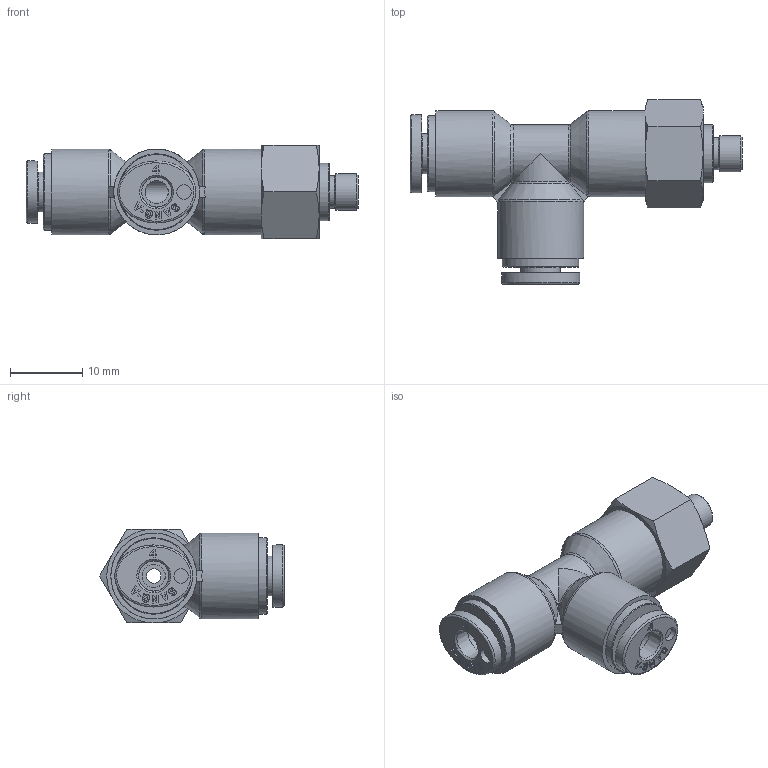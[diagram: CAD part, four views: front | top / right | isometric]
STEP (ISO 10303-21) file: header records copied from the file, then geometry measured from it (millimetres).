
FILE_DESCRIPTION((''),'2;1');
FILE_NAME('CR-PST 04M5.stp','2020-08-25T14:38:14',('user'),(''),'Autodesk Inventor 2013','Autodesk Inventor 2013','');
FILE_SCHEMA(('AUTOMOTIVE_DESIGN { 1 0 10303 214 1 1 1 1 }'));
Length unit declared in the file: millimetre
Products named in the file (6): 조립품6; CR-COLLAR 04; HR-Collar 04L(SUS); CR-SLEEVE 04; CR-PUT 04 BODY; HR-PL BODY 04M5
Assembly tree (6 placements, depth 3):
  조립품6
    CR-COLLAR 04  x2
      HR-Collar 04L(SUS)
      CR-SLEEVE 04
    CR-PUT 04 BODY
    HR-PL BODY 04M5
Bounding box: 46 x 25.61 x 13 mm (x, y, z)
Volume: 4802.3 mm3; surface area: 3861.6 mm2
Topology: 6 solids, 6 shells, 304 faces, 777 edges, 515 vertices
Faces by surface type: plane 191, bspline 40, cylinder 36, cone 28, torus 9
Full cylindrical faces by diameter (mm): 2 x3, 3.2 x2, 4.179 x2, 4.2 x3, 4.5 x1, 5 x1, 5.5 x2, 7 x1, 8 x1, 10.6 x2, 11.9 x3
Entity records: 5994 total; most frequent: CARTESIAN_POINT 1543, ORIENTED_EDGE 878, DIRECTION 868, EDGE_CURVE 439, VERTEX_POINT 306, AXIS2_PLACEMENT_3D 305, VECTOR 258, LINE 258
